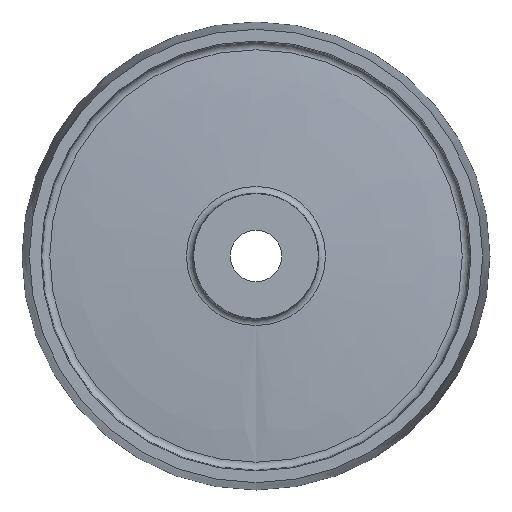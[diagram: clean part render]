
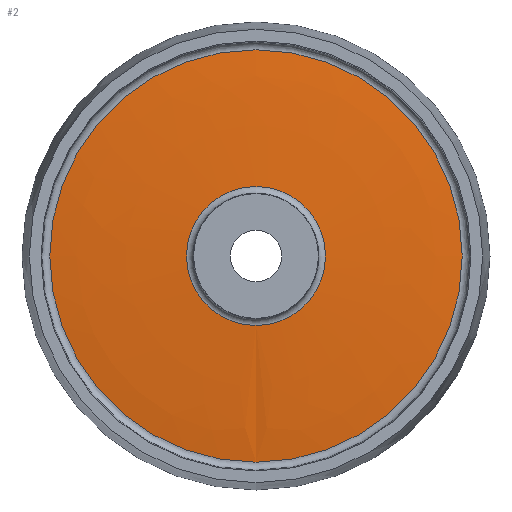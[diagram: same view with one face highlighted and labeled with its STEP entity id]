
A CAD part, front view. The second image highlights one B-rep face of the part: STEP entity #2.
In plain terms, the highlighted free-form (B-spline) face has degree [3, 3] with [8, 7] control points.
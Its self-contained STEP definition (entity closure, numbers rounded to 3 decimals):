
#2 = ADVANCED_FACE ( 'NONE', ( #334, #3 ), #54, .T. ) ;
#3 = FACE_OUTER_BOUND ( 'NONE', #369, .T. ) ;
#11 = CARTESIAN_POINT ( 'NONE',  ( -169.468, 17.142, 0. ) ) ;
#13 = CARTESIAN_POINT ( 'NONE',  ( 107.322, 12.471, 0. ) ) ;
#15 = CARTESIAN_POINT ( 'NONE',  ( 107.322, 12.471, 214.644 ) ) ;
#17 = CARTESIAN_POINT ( 'NONE',  ( -161.957, 16.357, -323.915 ) ) ;
#20 = CARTESIAN_POINT ( 'NONE',  ( 176.275, 18.051, -352.549 ) ) ;
#26 = DIRECTION ( 'NONE',  ( 0., 1., 0. ) ) ;
#41 = EDGE_LOOP ( 'NONE', ( #186 ) ) ;
#46 = CARTESIAN_POINT ( 'NONE',  ( -176.275, 18.051, 0. ) ) ;
#49 = CARTESIAN_POINT ( 'NONE',  ( 161.957, 16.357, 0. ) ) ;
#51 = CARTESIAN_POINT ( 'NONE',  ( 145.469, 14.932, -290.938 ) ) ;
#53 = CARTESIAN_POINT ( 'NONE',  ( -84.887, 11.38, 0. ) ) ;
#54 =( BOUNDED_SURFACE ( )  B_SPLINE_SURFACE ( 3, 3, ( 
 ( #438, #115, #420, #155, #343, #164, #90 ),
 ( #126, #273, #418, #387, #85, #306, #53 ),
 ( #454, #415, #382, #13, #15, #243, #205 ),
 ( #128, #345, #310, #445, #240, #278, #385 ),
 ( #203, #121, #51, #350, #388, #271, #198 ),
 ( #82, #17, #200, #49, #158, #123, #235 ),
 ( #11, #308, #446, #124, #55, #347, #94 ),
 ( #353, #315, #20, #232, #161, #450, #46 ) ),
 .UNSPECIFIED., .F., .T., .F. ) 
 B_SPLINE_SURFACE_WITH_KNOTS ( ( 4, 2, 2, 4 ),
 ( 4, 3, 4 ),
 ( 0., 0.5, 0.75, 1. ),
 ( 0., 0.5, 1. ),
 .UNSPECIFIED. ) 
 GEOMETRIC_REPRESENTATION_ITEM ( )  RATIONAL_B_SPLINE_SURFACE ( (
 ( 1., 0.333, 0.333, 1., 0.333, 0.333, 1.),
 ( 1., 0.333, 0.333, 1., 0.333, 0.333, 1.),
 ( 1., 0.333, 0.333, 1., 0.333, 0.333, 1.),
 ( 1., 0.333, 0.333, 1., 0.333, 0.333, 1.),
 ( 1., 0.333, 0.333, 1., 0.333, 0.333, 1.),
 ( 1., 0.333, 0.333, 1., 0.333, 0.333, 1.),
 ( 1., 0.333, 0.333, 1., 0.333, 0.333, 1.),
 ( 1., 0.333, 0.333, 1., 0.333, 0.333, 1.) ) ) 
 REPRESENTATION_ITEM ( '' )  SURFACE ( )  );
#55 = CARTESIAN_POINT ( 'NONE',  ( 169.468, 17.142, 338.937 ) ) ;
#82 = CARTESIAN_POINT ( 'NONE',  ( -161.957, 16.357, 0. ) ) ;
#85 = CARTESIAN_POINT ( 'NONE',  ( 84.887, 11.38, 169.773 ) ) ;
#86 = EDGE_CURVE ( 'NONE', #448, #448, #139, .T. ) ;
#87 = DIRECTION ( 'NONE',  ( 0., 0., -1. ) ) ;
#89 = CARTESIAN_POINT ( 'NONE',  ( 0., 18.051, 0. ) ) ;
#90 = CARTESIAN_POINT ( 'NONE',  ( -59.415, 10.088, 0. ) ) ;
#94 = CARTESIAN_POINT ( 'NONE',  ( -169.468, 17.142, 0. ) ) ;
#115 = CARTESIAN_POINT ( 'NONE',  ( -59.415, 10.088, -118.83 ) ) ;
#118 = DIRECTION ( 'NONE',  ( 0., -1., 0. ) ) ;
#121 = CARTESIAN_POINT ( 'NONE',  ( -145.469, 14.932, -290.938 ) ) ;
#123 = CARTESIAN_POINT ( 'NONE',  ( -161.957, 16.357, 323.915 ) ) ;
#124 = CARTESIAN_POINT ( 'NONE',  ( 169.468, 17.142, 0. ) ) ;
#126 = CARTESIAN_POINT ( 'NONE',  ( -84.887, 11.38, 0. ) ) ;
#128 = CARTESIAN_POINT ( 'NONE',  ( -136.492, 14.294, 0. ) ) ;
#132 = CARTESIAN_POINT ( 'NONE',  ( 0., 10.088, 0. ) ) ;
#139 = CIRCLE ( 'NONE', #426, 59.415 ) ;
#155 = CARTESIAN_POINT ( 'NONE',  ( 59.415, 10.088, 0. ) ) ;
#158 = CARTESIAN_POINT ( 'NONE',  ( 161.957, 16.357, 323.915 ) ) ;
#160 = CARTESIAN_POINT ( 'NONE',  ( 0., 10.088, -59.415 ) ) ;
#161 = CARTESIAN_POINT ( 'NONE',  ( 176.275, 18.051, 352.549 ) ) ;
#164 = CARTESIAN_POINT ( 'NONE',  ( -59.415, 10.088, 118.83 ) ) ;
#186 = ORIENTED_EDGE ( 'NONE', *, *, #396, .T. ) ;
#198 = CARTESIAN_POINT ( 'NONE',  ( -145.469, 14.932, 0. ) ) ;
#200 = CARTESIAN_POINT ( 'NONE',  ( 161.957, 16.357, -323.915 ) ) ;
#203 = CARTESIAN_POINT ( 'NONE',  ( -145.469, 14.932, 0. ) ) ;
#205 = CARTESIAN_POINT ( 'NONE',  ( -107.322, 12.471, 0. ) ) ;
#209 = CARTESIAN_POINT ( 'NONE',  ( 0., 18.051, -176.275 ) ) ;
#210 = DIRECTION ( 'NONE',  ( 0., 0., -1. ) ) ;
#232 = CARTESIAN_POINT ( 'NONE',  ( 176.275, 18.051, 0. ) ) ;
#235 = CARTESIAN_POINT ( 'NONE',  ( -161.957, 16.357, 0. ) ) ;
#240 = CARTESIAN_POINT ( 'NONE',  ( 136.492, 14.294, 272.984 ) ) ;
#243 = CARTESIAN_POINT ( 'NONE',  ( -107.322, 12.471, 214.644 ) ) ;
#249 = CIRCLE ( 'NONE', #424, 176.275 ) ;
#271 = CARTESIAN_POINT ( 'NONE',  ( -145.469, 14.932, 290.938 ) ) ;
#273 = CARTESIAN_POINT ( 'NONE',  ( -84.887, 11.38, -169.773 ) ) ;
#278 = CARTESIAN_POINT ( 'NONE',  ( -136.492, 14.294, 272.984 ) ) ;
#286 = VERTEX_POINT ( 'NONE', #209 ) ;
#306 = CARTESIAN_POINT ( 'NONE',  ( -84.887, 11.38, 169.773 ) ) ;
#308 = CARTESIAN_POINT ( 'NONE',  ( -169.468, 17.142, -338.937 ) ) ;
#310 = CARTESIAN_POINT ( 'NONE',  ( 136.492, 14.294, -272.984 ) ) ;
#315 = CARTESIAN_POINT ( 'NONE',  ( -176.275, 18.051, -352.549 ) ) ;
#331 = ORIENTED_EDGE ( 'NONE', *, *, #86, .T. ) ;
#334 = FACE_OUTER_BOUND ( 'NONE', #41, .T. ) ;
#343 = CARTESIAN_POINT ( 'NONE',  ( 59.415, 10.088, 118.83 ) ) ;
#345 = CARTESIAN_POINT ( 'NONE',  ( -136.492, 14.294, -272.984 ) ) ;
#347 = CARTESIAN_POINT ( 'NONE',  ( -169.468, 17.142, 338.937 ) ) ;
#350 = CARTESIAN_POINT ( 'NONE',  ( 145.469, 14.932, 0. ) ) ;
#353 = CARTESIAN_POINT ( 'NONE',  ( -176.275, 18.051, 0. ) ) ;
#369 = EDGE_LOOP ( 'NONE', ( #331 ) ) ;
#382 = CARTESIAN_POINT ( 'NONE',  ( 107.322, 12.471, -214.644 ) ) ;
#385 = CARTESIAN_POINT ( 'NONE',  ( -136.492, 14.294, 0. ) ) ;
#387 = CARTESIAN_POINT ( 'NONE',  ( 84.887, 11.38, 0. ) ) ;
#388 = CARTESIAN_POINT ( 'NONE',  ( 145.469, 14.932, 290.938 ) ) ;
#396 = EDGE_CURVE ( 'NONE', #286, #286, #249, .T. ) ;
#415 = CARTESIAN_POINT ( 'NONE',  ( -107.322, 12.471, -214.644 ) ) ;
#418 = CARTESIAN_POINT ( 'NONE',  ( 84.887, 11.38, -169.773 ) ) ;
#420 = CARTESIAN_POINT ( 'NONE',  ( 59.415, 10.088, -118.83 ) ) ;
#424 = AXIS2_PLACEMENT_3D ( 'NONE', #89, #118, #87 ) ;
#426 = AXIS2_PLACEMENT_3D ( 'NONE', #132, #26, #210 ) ;
#438 = CARTESIAN_POINT ( 'NONE',  ( -59.415, 10.088, 0. ) ) ;
#445 = CARTESIAN_POINT ( 'NONE',  ( 136.492, 14.294, 0. ) ) ;
#446 = CARTESIAN_POINT ( 'NONE',  ( 169.468, 17.142, -338.937 ) ) ;
#448 = VERTEX_POINT ( 'NONE', #160 ) ;
#450 = CARTESIAN_POINT ( 'NONE',  ( -176.275, 18.051, 352.549 ) ) ;
#454 = CARTESIAN_POINT ( 'NONE',  ( -107.322, 12.471, 0. ) ) ;
